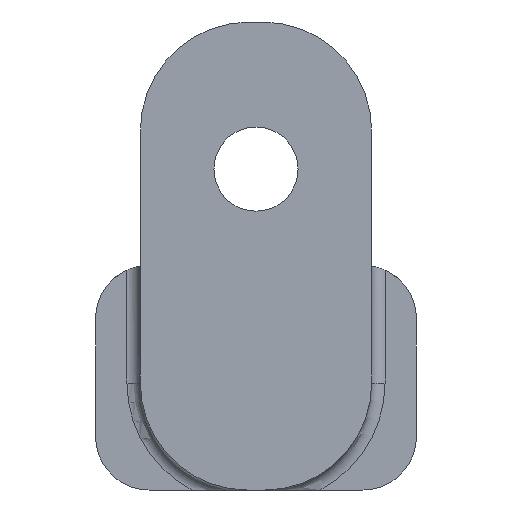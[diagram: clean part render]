
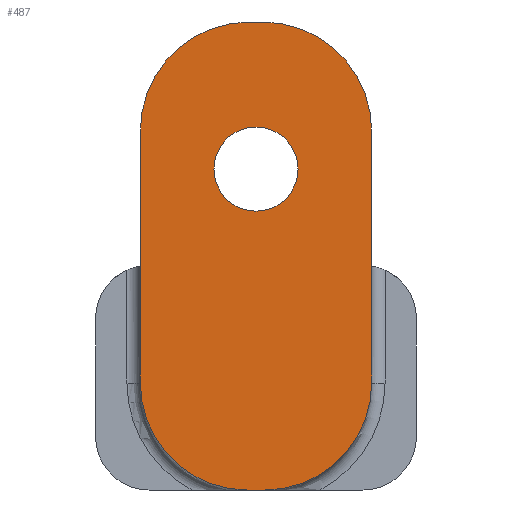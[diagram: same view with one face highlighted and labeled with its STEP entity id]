
A CAD part, front view. The second image highlights one B-rep face of the part: STEP entity #487.
In plain terms, the highlighted planar face has unit normal (0, -1, 0).
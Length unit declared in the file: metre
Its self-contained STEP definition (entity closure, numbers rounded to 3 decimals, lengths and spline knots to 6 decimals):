
#39=CIRCLE('',#530,0.00408);
#40=CIRCLE('',#533,0.00408);
#41=CIRCLE('',#536,0.004);
#42=CIRCLE('',#537,0.004);
#43=CIRCLE('',#538,0.001572);
#97=ORIENTED_EDGE('',*,*,#234,.F.);
#98=ORIENTED_EDGE('',*,*,#235,.T.);
#99=ORIENTED_EDGE('',*,*,#236,.F.);
#100=ORIENTED_EDGE('',*,*,#233,.F.);
#101=ORIENTED_EDGE('',*,*,#227,.F.);
#102=ORIENTED_EDGE('',*,*,#225,.T.);
#103=ORIENTED_EDGE('',*,*,#223,.F.);
#104=ORIENTED_EDGE('',*,*,#220,.T.);
#105=ORIENTED_EDGE('',*,*,#237,.T.);
#220=EDGE_CURVE('',#294,#293,#336,.T.);
#223=EDGE_CURVE('',#294,#295,#39,.T.);
#225=EDGE_CURVE('',#296,#295,#339,.T.);
#227=EDGE_CURVE('',#296,#297,#40,.T.);
#233=EDGE_CURVE('',#297,#299,#345,.T.);
#234=EDGE_CURVE('',#302,#293,#41,.T.);
#235=EDGE_CURVE('',#302,#303,#346,.T.);
#236=EDGE_CURVE('',#299,#303,#42,.T.);
#237=EDGE_CURVE('',#304,#304,#43,.T.);
#293=VERTEX_POINT('',#758);
#294=VERTEX_POINT('',#760);
#295=VERTEX_POINT('',#768);
#296=VERTEX_POINT('',#772);
#297=VERTEX_POINT('',#776);
#299=VERTEX_POINT('',#781);
#302=VERTEX_POINT('',#793);
#303=VERTEX_POINT('',#795);
#304=VERTEX_POINT('',#798);
#336=LINE('',#759,#375);
#339=LINE('',#771,#378);
#345=LINE('',#790,#384);
#346=LINE('',#794,#385);
#375=VECTOR('',#601,1.);
#378=VECTOR('',#610,1.);
#384=VECTOR('',#622,1.);
#385=VECTOR('',#627,1.);
#414=EDGE_LOOP('',(#97,#98,#99,#100,#101,#102,#103,#104));
#415=EDGE_LOOP('',(#105));
#445=FACE_BOUND('',#414,.T.);
#446=FACE_BOUND('',#415,.T.);
#473=PLANE('',#535);
#487=ADVANCED_FACE('',(#445,#446),#473,.T.);
#530=AXIS2_PLACEMENT_3D('',#767,#605,#606);
#533=AXIS2_PLACEMENT_3D('',#775,#614,#615);
#535=AXIS2_PLACEMENT_3D('',#791,#623,#624);
#536=AXIS2_PLACEMENT_3D('',#792,#625,#626);
#537=AXIS2_PLACEMENT_3D('',#796,#628,#629);
#538=AXIS2_PLACEMENT_3D('',#797,#630,#631);
#601=DIRECTION('',(0.,0.,-1.));
#605=DIRECTION('',(0.,1.,0.));
#606=DIRECTION('',(0.,0.,-1.));
#610=DIRECTION('',(-1.,0.,0.));
#614=DIRECTION('',(0.,1.,0.));
#615=DIRECTION('',(0.,0.,-1.));
#622=DIRECTION('',(0.,0.,-1.));
#623=DIRECTION('',(0.,-1.,0.));
#624=DIRECTION('',(-1.,0.,0.));
#625=DIRECTION('',(0.,1.,0.));
#626=DIRECTION('',(0.,0.,-1.));
#627=DIRECTION('',(1.,0.,0.));
#628=DIRECTION('',(0.,1.,0.));
#629=DIRECTION('',(0.,0.,-1.));
#630=DIRECTION('',(0.,1.,0.));
#631=DIRECTION('',(0.,0.,-1.));
#758=CARTESIAN_POINT('',(0.133375,-0.0015,0.07475));
#759=CARTESIAN_POINT('',(0.133375,-0.0015,0.08346));
#760=CARTESIAN_POINT('',(0.133375,-0.0015,0.08417));
#767=CARTESIAN_POINT('',(0.137455,-0.0015,0.08417));
#768=CARTESIAN_POINT('',(0.137455,-0.0015,0.08825));
#771=CARTESIAN_POINT('',(0.1377,-0.0015,0.08825));
#772=CARTESIAN_POINT('',(0.137945,-0.0015,0.08825));
#775=CARTESIAN_POINT('',(0.137945,-0.0015,0.08417));
#776=CARTESIAN_POINT('',(0.142025,-0.0015,0.08417));
#781=CARTESIAN_POINT('',(0.142025,-0.0015,0.07475));
#790=CARTESIAN_POINT('',(0.142025,-0.0015,0.08346));
#791=CARTESIAN_POINT('',(0.,-0.0015,0.));
#792=CARTESIAN_POINT('',(0.137375,-0.0015,0.07475));
#793=CARTESIAN_POINT('',(0.137375,-0.0015,0.07075));
#794=CARTESIAN_POINT('',(0.1377,-0.0015,0.07075));
#795=CARTESIAN_POINT('',(0.138025,-0.0015,0.07075));
#796=CARTESIAN_POINT('',(0.138025,-0.0015,0.07475));
#797=CARTESIAN_POINT('',(0.1377,-0.0015,0.08275));
#798=CARTESIAN_POINT('',(0.1377,-0.0015,0.081178));
